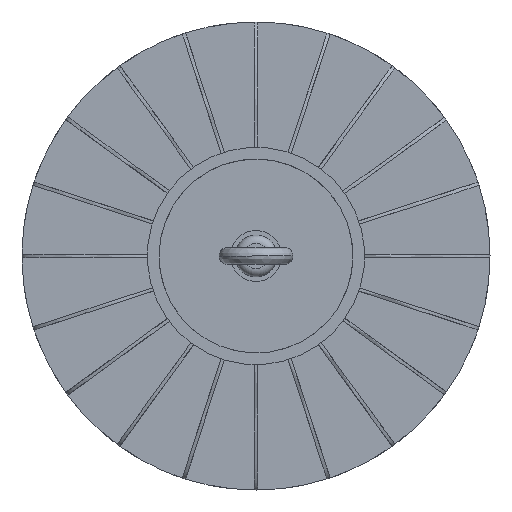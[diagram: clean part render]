
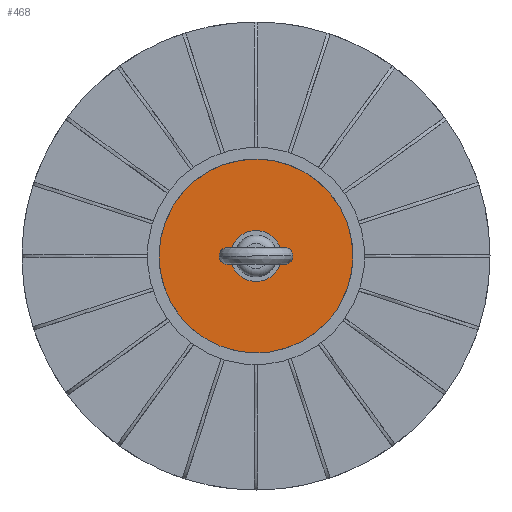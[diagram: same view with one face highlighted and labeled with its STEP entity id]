
A CAD part, front view. The second image highlights one B-rep face of the part: STEP entity #468.
In plain terms, the highlighted face is planar.
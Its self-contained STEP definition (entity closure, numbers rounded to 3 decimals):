
#12 = DIRECTION ( 'NONE',  ( 0., 0., 1. ) ) ;
#427 = AXIS2_PLACEMENT_3D ( 'NONE', #13368, #11360, #10475 ) ;
#468 = ADVANCED_FACE ( 'NONE', ( #6535, #2136 ), #7783, .T. ) ;
#1402 = DIRECTION ( 'NONE',  ( 0.809, -0.588, 0. ) ) ;
#1546 = EDGE_CURVE ( 'NONE', #2622, #2622, #7460, .T. ) ;
#2136 = FACE_OUTER_BOUND ( 'NONE', #13531, .T. ) ;
#2148 = EDGE_LOOP ( 'NONE', ( #13886 ) ) ;
#2622 = VERTEX_POINT ( 'NONE', #12973 ) ;
#4705 = DIRECTION ( 'NONE',  ( 0., 0., 1. ) ) ;
#5571 = DIRECTION ( 'NONE',  ( -0.588, -0.809, 0. ) ) ;
#5759 = EDGE_CURVE ( 'NONE', #10625, #10625, #11953, .T. ) ;
#6317 = AXIS2_PLACEMENT_3D ( 'NONE', #13462, #12, #5571 ) ;
#6535 = FACE_BOUND ( 'NONE', #2148, .T. ) ;
#6974 = CARTESIAN_POINT ( 'NONE',  ( 0., 0., -44. ) ) ;
#7104 = CARTESIAN_POINT ( 'NONE',  ( -8.964, -12.338, -44. ) ) ;
#7460 = CIRCLE ( 'NONE', #427, 58. ) ;
#7783 = PLANE ( 'NONE',  #8395 ) ;
#8395 = AXIS2_PLACEMENT_3D ( 'NONE', #6974, #4705, #1402 ) ;
#10475 = DIRECTION ( 'NONE',  ( -0.869, 0.495, 0. ) ) ;
#10625 = VERTEX_POINT ( 'NONE', #7104 ) ;
#11360 = DIRECTION ( 'NONE',  ( 0., 0., 1. ) ) ;
#11953 = CIRCLE ( 'NONE', #6317, 15.25 ) ;
#12973 = CARTESIAN_POINT ( 'NONE',  ( -50.397, 28.707, -44. ) ) ;
#13368 = CARTESIAN_POINT ( 'NONE',  ( 0., 0., -44. ) ) ;
#13462 = CARTESIAN_POINT ( 'NONE',  ( 0., 0., -44. ) ) ;
#13531 = EDGE_LOOP ( 'NONE', ( #13992 ) ) ;
#13886 = ORIENTED_EDGE ( 'NONE', *, *, #5759, .F. ) ;
#13992 = ORIENTED_EDGE ( 'NONE', *, *, #1546, .T. ) ;
